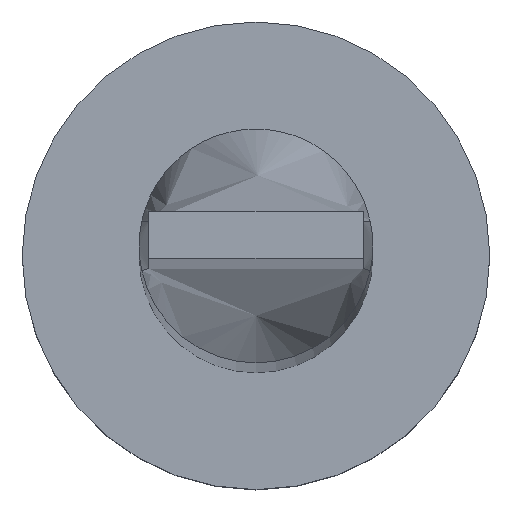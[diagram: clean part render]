
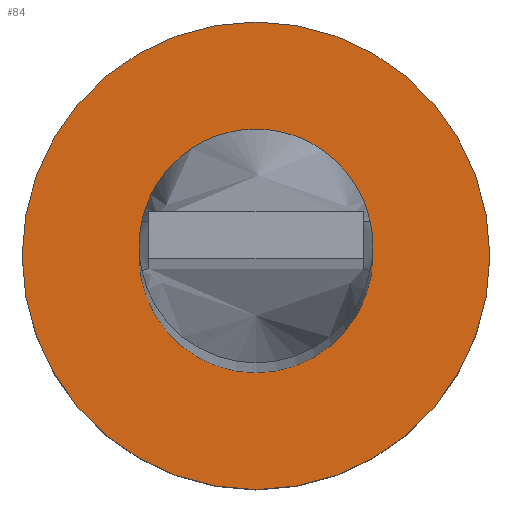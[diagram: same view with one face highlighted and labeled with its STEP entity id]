
A CAD part, top view. The second image highlights one B-rep face of the part: STEP entity #84.
In plain terms, the highlighted planar face has unit normal (0, 0, 1).
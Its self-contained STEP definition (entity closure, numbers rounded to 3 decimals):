
#4 = VERTEX_POINT ( 'NONE', #199 ) ;
#14 = AXIS2_PLACEMENT_3D ( 'NONE', #104, #158, #342 ) ;
#46 = VERTEX_POINT ( 'NONE', #249 ) ;
#57 = DIRECTION ( 'NONE',  ( 1., 0., 0. ) ) ;
#70 = AXIS2_PLACEMENT_3D ( 'NONE', #87, #283, #57 ) ;
#74 = VERTEX_POINT ( 'NONE', #330 ) ;
#84 = ADVANCED_FACE ( 'NONE', ( #560, #154 ), #282, .T. ) ;
#87 = CARTESIAN_POINT ( 'NONE',  ( 0., 0., 5. ) ) ;
#101 = DIRECTION ( 'NONE',  ( 1., 0., 0. ) ) ;
#103 = DIRECTION ( 'NONE',  ( 1., 0., 0. ) ) ;
#104 = CARTESIAN_POINT ( 'NONE',  ( 0., 0., 5. ) ) ;
#107 = EDGE_CURVE ( 'NONE', #231, #4, #431, .T. ) ;
#108 = CIRCLE ( 'NONE', #346, 6. ) ;
#121 = EDGE_LOOP ( 'NONE', ( #274, #543 ) ) ;
#147 = CARTESIAN_POINT ( 'NONE',  ( 0., 0., 5. ) ) ;
#154 = FACE_OUTER_BOUND ( 'NONE', #121, .T. ) ;
#158 = DIRECTION ( 'NONE',  ( 0., 0., 1. ) ) ;
#159 = EDGE_CURVE ( 'NONE', #74, #46, #108, .T. ) ;
#191 = CARTESIAN_POINT ( 'NONE',  ( 0., 0., 5. ) ) ;
#199 = CARTESIAN_POINT ( 'NONE',  ( 3., 0., 5. ) ) ;
#231 = VERTEX_POINT ( 'NONE', #264 ) ;
#249 = CARTESIAN_POINT ( 'NONE',  ( -6., 0., 5. ) ) ;
#257 = DIRECTION ( 'NONE',  ( 1., 0., 0. ) ) ;
#264 = CARTESIAN_POINT ( 'NONE',  ( -3., 0., 5. ) ) ;
#265 = AXIS2_PLACEMENT_3D ( 'NONE', #191, #507, #103 ) ;
#274 = ORIENTED_EDGE ( 'NONE', *, *, #373, .T. ) ;
#282 = PLANE ( 'NONE',  #545 ) ;
#283 = DIRECTION ( 'NONE',  ( 0., 0., 1. ) ) ;
#330 = CARTESIAN_POINT ( 'NONE',  ( 6., 0., 5. ) ) ;
#342 = DIRECTION ( 'NONE',  ( 1., 0., 0. ) ) ;
#346 = AXIS2_PLACEMENT_3D ( 'NONE', #474, #433, #257 ) ;
#373 = EDGE_CURVE ( 'NONE', #46, #74, #393, .T. ) ;
#393 = CIRCLE ( 'NONE', #70, 6. ) ;
#409 = ORIENTED_EDGE ( 'NONE', *, *, #107, .F. ) ;
#431 = CIRCLE ( 'NONE', #265, 3. ) ;
#433 = DIRECTION ( 'NONE',  ( 0., 0., 1. ) ) ;
#453 = EDGE_CURVE ( 'NONE', #4, #231, #523, .T. ) ;
#459 = DIRECTION ( 'NONE',  ( 0., 0., 1. ) ) ;
#474 = CARTESIAN_POINT ( 'NONE',  ( 0., 0., 5. ) ) ;
#488 = ORIENTED_EDGE ( 'NONE', *, *, #453, .F. ) ;
#507 = DIRECTION ( 'NONE',  ( 0., 0., 1. ) ) ;
#523 = CIRCLE ( 'NONE', #14, 3. ) ;
#543 = ORIENTED_EDGE ( 'NONE', *, *, #159, .T. ) ;
#545 = AXIS2_PLACEMENT_3D ( 'NONE', #147, #459, #101 ) ;
#548 = EDGE_LOOP ( 'NONE', ( #409, #488 ) ) ;
#560 = FACE_BOUND ( 'NONE', #548, .T. ) ;
